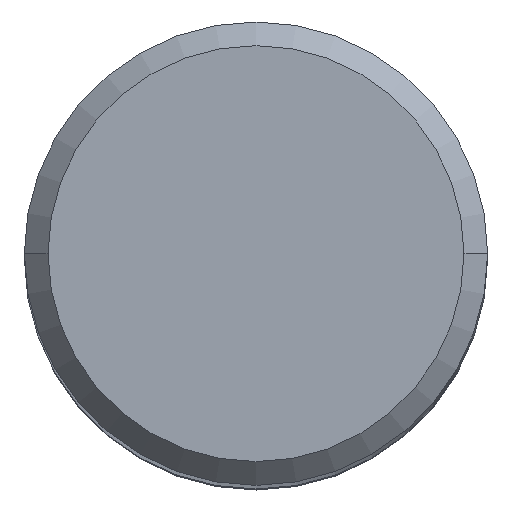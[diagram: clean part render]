
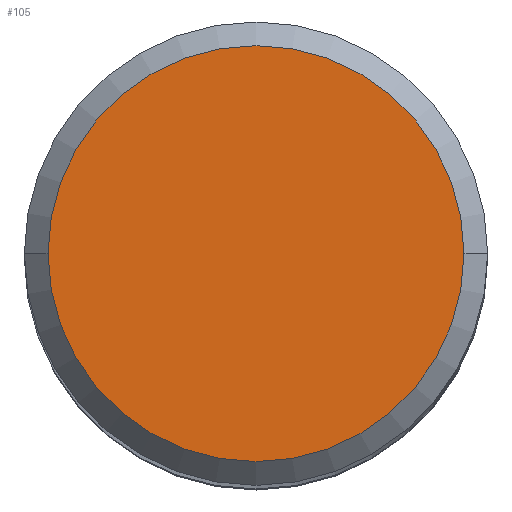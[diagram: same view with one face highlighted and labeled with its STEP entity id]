
A CAD part, top view. The second image highlights one B-rep face of the part: STEP entity #105.
In plain terms, the highlighted planar face has unit normal (0, 0, 1).
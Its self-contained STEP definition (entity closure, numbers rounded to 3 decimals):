
#58=PLANE('',#1012);
#105=ADVANCED_FACE('',(#186),#58,.F.);
#186=FACE_OUTER_BOUND('',#238,.T.);
#238=EDGE_LOOP('',(#412,#413));
#412=ORIENTED_EDGE('',*,*,#599,.F.);
#413=ORIENTED_EDGE('',*,*,#597,.F.);
#504=VERTEX_POINT('',#1527);
#505=VERTEX_POINT('',#1529);
#597=EDGE_CURVE('',#504,#505,#675,.T.);
#599=EDGE_CURVE('',#505,#504,#676,.T.);
#675=CIRCLE('',#1008,11.4);
#676=CIRCLE('',#1010,11.4);
#1008=AXIS2_PLACEMENT_3D('',#1528,#1273,#1274);
#1010=AXIS2_PLACEMENT_3D('',#1532,#1278,#1279);
#1012=AXIS2_PLACEMENT_3D('',#1534,#1282,#1283);
#1273=DIRECTION('',(0.,0.,-1.));
#1274=DIRECTION('',(-1.,0.,0.));
#1278=DIRECTION('',(0.,0.,-1.));
#1279=DIRECTION('',(1.,0.,0.));
#1282=DIRECTION('',(0.,0.,-1.));
#1283=DIRECTION('',(1.,0.,0.));
#1527=CARTESIAN_POINT('',(-11.4,0.,0.));
#1528=CARTESIAN_POINT('',(0.,0.,0.));
#1529=CARTESIAN_POINT('',(11.4,0.,0.));
#1532=CARTESIAN_POINT('',(0.,0.,0.));
#1534=CARTESIAN_POINT('',(0.,0.,0.));
